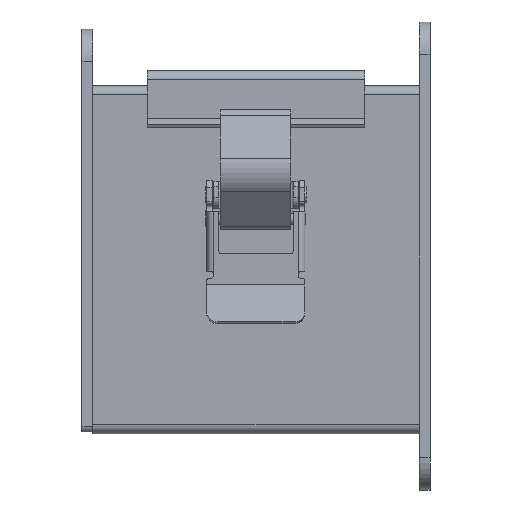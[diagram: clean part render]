
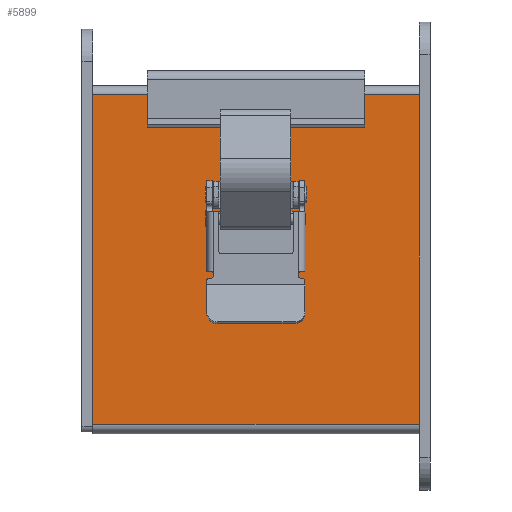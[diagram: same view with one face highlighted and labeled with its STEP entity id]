
A CAD part, front view. The second image highlights one B-rep face of the part: STEP entity #5899.
In plain terms, the highlighted planar face has unit normal (0, -1, 0).
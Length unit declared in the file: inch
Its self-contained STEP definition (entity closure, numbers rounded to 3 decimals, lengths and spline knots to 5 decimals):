
#6 = EDGE_CURVE ( 'NONE', #69, #6402, #2955, .T. ) ;
#69 = VERTEX_POINT ( 'NONE', #1001 ) ;
#225 = CARTESIAN_POINT ( 'NONE',  ( 1.875, -2., -1.892 ) ) ;
#502 = CARTESIAN_POINT ( 'NONE',  ( 1.875, -2., 2. ) ) ;
#530 = CARTESIAN_POINT ( 'NONE',  ( -1.875, -2., 1.892 ) ) ;
#651 = VECTOR ( 'NONE', #6423, 39.37008 ) ;
#1001 = CARTESIAN_POINT ( 'NONE',  ( 1.875, -2., 1.892 ) ) ;
#1134 = DIRECTION ( 'NONE',  ( 0., 0., -1. ) ) ;
#1501 = EDGE_CURVE ( 'NONE', #7032, #3378, #7381, .T. ) ;
#1714 = DIRECTION ( 'NONE',  ( 0., 0., -1. ) ) ;
#1935 = CARTESIAN_POINT ( 'NONE',  ( -1.875, -2., -1.892 ) ) ;
#1977 = VECTOR ( 'NONE', #1134, 39.37008 ) ;
#2457 = ORIENTED_EDGE ( 'NONE', *, *, #3484, .T. ) ;
#2622 = EDGE_CURVE ( 'NONE', #6402, #7032, #5297, .T. ) ;
#2955 = LINE ( 'NONE', #530, #5608 ) ;
#3378 = VERTEX_POINT ( 'NONE', #225 ) ;
#3484 = EDGE_CURVE ( 'NONE', #3378, #69, #4705, .T. ) ;
#3568 = DIRECTION ( 'NONE',  ( 0., 0., 1. ) ) ;
#3888 = ORIENTED_EDGE ( 'NONE', *, *, #6, .T. ) ;
#3994 = CARTESIAN_POINT ( 'NONE',  ( -1.875, -2., 1.892 ) ) ;
#4644 = PLANE ( 'NONE',  #7579 ) ;
#4705 = LINE ( 'NONE', #502, #5416 ) ;
#4959 = CARTESIAN_POINT ( 'NONE',  ( -1.875, -2., -1.892 ) ) ;
#5297 = LINE ( 'NONE', #7729, #1977 ) ;
#5327 = ORIENTED_EDGE ( 'NONE', *, *, #2622, .T. ) ;
#5416 = VECTOR ( 'NONE', #3568, 39.37008 ) ;
#5608 = VECTOR ( 'NONE', #7211, 39.37008 ) ;
#5899 = ADVANCED_FACE ( 'NONE', ( #7159 ), #4644, .T. ) ;
#6169 = EDGE_LOOP ( 'NONE', ( #5327, #7557, #2457, #3888 ) ) ;
#6402 = VERTEX_POINT ( 'NONE', #3994 ) ;
#6423 = DIRECTION ( 'NONE',  ( 1., 0., 0. ) ) ;
#7032 = VERTEX_POINT ( 'NONE', #4959 ) ;
#7073 = CARTESIAN_POINT ( 'NONE',  ( -1.875, -2., 2. ) ) ;
#7159 = FACE_OUTER_BOUND ( 'NONE', #6169, .T. ) ;
#7211 = DIRECTION ( 'NONE',  ( -1., 0., 0. ) ) ;
#7381 = LINE ( 'NONE', #1935, #651 ) ;
#7557 = ORIENTED_EDGE ( 'NONE', *, *, #1501, .T. ) ;
#7579 = AXIS2_PLACEMENT_3D ( 'NONE', #7073, #7717, #1714 ) ;
#7717 = DIRECTION ( 'NONE',  ( 0., -1., 0. ) ) ;
#7729 = CARTESIAN_POINT ( 'NONE',  ( -1.875, -2., 2. ) ) ;
